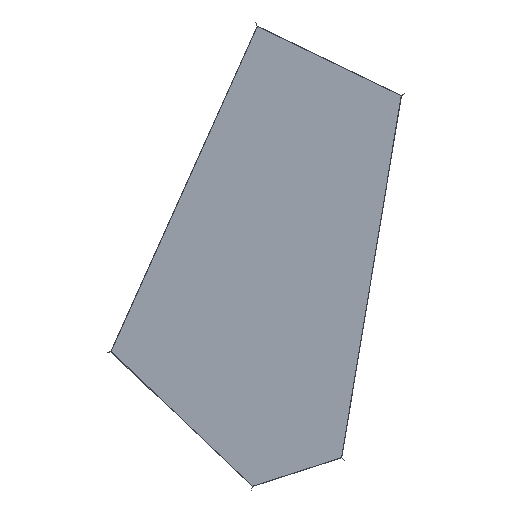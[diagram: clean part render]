
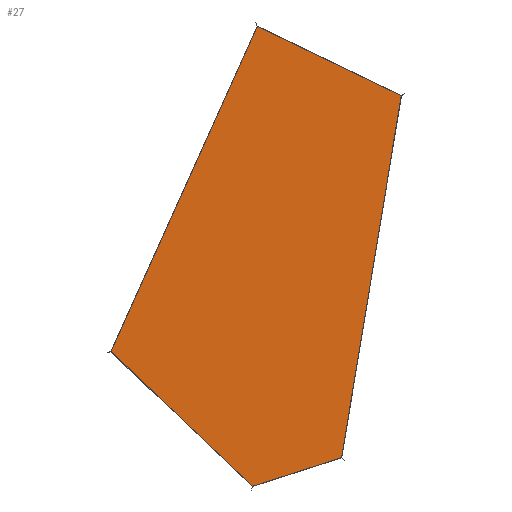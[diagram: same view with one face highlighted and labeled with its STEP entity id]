
A CAD part, front view. The second image highlights one B-rep face of the part: STEP entity #27.
In plain terms, the highlighted planar face has unit normal (0, -1, 0).
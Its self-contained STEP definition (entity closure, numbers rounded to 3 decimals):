
#27=ADVANCED_FACE($,(#44),#304,.T.);
#44=FACE_OUTER_BOUND($,#61,.T.);
#61=EDGE_LOOP($,(#78,#79,#80,#81,#82));
#78=ORIENTED_EDGE($,*,*,#198,.T.);
#79=ORIENTED_EDGE($,*,*,#204,.T.);
#80=ORIENTED_EDGE($,*,*,#203,.T.);
#81=ORIENTED_EDGE($,*,*,#202,.T.);
#82=ORIENTED_EDGE($,*,*,#201,.T.);
#198=EDGE_CURVE($,#258,#263,#310,.T.);
#201=EDGE_CURVE($,#260,#258,#313,.T.);
#202=EDGE_CURVE($,#261,#260,#314,.T.);
#203=EDGE_CURVE($,#262,#261,#315,.T.);
#204=EDGE_CURVE($,#263,#262,#316,.T.);
#258=VERTEX_POINT($,#633);
#260=VERTEX_POINT($,#635);
#261=VERTEX_POINT($,#636);
#262=VERTEX_POINT($,#637);
#263=VERTEX_POINT($,#638);
#304=PLANE($,#512);
#310=B_SPLINE_CURVE_WITH_KNOTS($,1,(#585,#586),.UNSPECIFIED.,.F.,.F.,(2,
2),(6.,7.),.UNSPECIFIED.);
#313=B_SPLINE_CURVE_WITH_KNOTS($,1,(#591,#592),.UNSPECIFIED.,.F.,.F.,(2,
2),(12.,13.),.UNSPECIFIED.);
#314=B_SPLINE_CURVE_WITH_KNOTS($,1,(#593,#594,#595,#596),.UNSPECIFIED.,.F.,
.F.,(2,1,1,2),(9.,10.,11.,12.),.UNSPECIFIED.);
#315=B_SPLINE_CURVE_WITH_KNOTS($,1,(#597,#598),.UNSPECIFIED.,.F.,.F.,(2,
2),(8.,9.),.UNSPECIFIED.);
#316=B_SPLINE_CURVE_WITH_KNOTS($,1,(#599,#600),.UNSPECIFIED.,.F.,.F.,(2,
2),(7.,8.),.UNSPECIFIED.);
#512=AXIS2_PLACEMENT_3D($,#619,#532,$);
#532=DIRECTION($,(0.,-1.,0.));
#585=CARTESIAN_POINT($,(530.708,-543.953,36.501));
#586=CARTESIAN_POINT($,(721.582,-543.953,97.863));
#591=CARTESIAN_POINT($,(227.332,-543.953,325.089));
#592=CARTESIAN_POINT($,(530.708,-543.953,36.501));
#593=CARTESIAN_POINT($,(540.835,-543.953,1022.547));
#594=CARTESIAN_POINT($,(477.71,-543.953,882.112));
#595=CARTESIAN_POINT($,(374.971,-543.953,653.545));
#596=CARTESIAN_POINT($,(227.332,-543.953,325.089));
#597=CARTESIAN_POINT($,(849.589,-543.953,873.742));
#598=CARTESIAN_POINT($,(540.835,-543.953,1022.547));
#599=CARTESIAN_POINT($,(721.582,-543.953,97.863));
#600=CARTESIAN_POINT($,(849.589,-543.953,873.742));
#619=CARTESIAN_POINT($,(706.669,-543.953,7.47));
#633=CARTESIAN_POINT($,(530.708,-543.953,36.501));
#635=CARTESIAN_POINT($,(227.332,-543.953,325.089));
#636=CARTESIAN_POINT($,(540.835,-543.953,1022.547));
#637=CARTESIAN_POINT($,(849.589,-543.953,873.742));
#638=CARTESIAN_POINT($,(721.582,-543.953,97.863));
